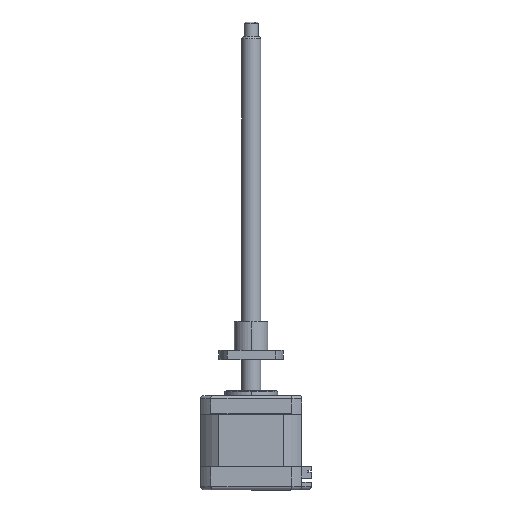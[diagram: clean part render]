
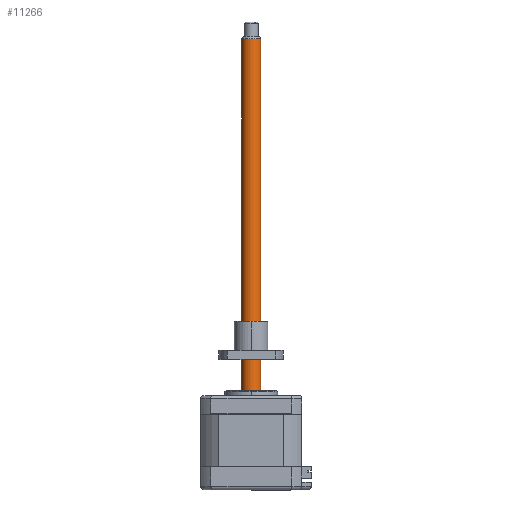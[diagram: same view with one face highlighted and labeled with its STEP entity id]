
A CAD part, top view. The second image highlights one B-rep face of the part: STEP entity #11266.
In plain terms, the highlighted cylindrical face has radius 4 mm (diameter 8 mm), a partial arc.
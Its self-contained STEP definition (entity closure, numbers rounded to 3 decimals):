
#831 = VERTEX_POINT ( 'NONE', #11622 ) ;
#858 = CARTESIAN_POINT ( 'NONE',  ( -0.709, 166.843, 16.638 ) ) ;
#1286 = LINE ( 'NONE', #1841, #3120 ) ;
#1771 = DIRECTION ( 'NONE',  ( 0., -1., 0. ) ) ;
#1821 = VERTEX_POINT ( 'NONE', #10380 ) ;
#1841 = CARTESIAN_POINT ( 'NONE',  ( -8.709, 167.843, 16.638 ) ) ;
#2001 = FACE_OUTER_BOUND ( 'NONE', #3777, .T. ) ;
#2148 = LINE ( 'NONE', #11702, #11436 ) ;
#2494 = EDGE_CURVE ( 'NONE', #831, #1821, #2865, .T. ) ;
#2716 = VERTEX_POINT ( 'NONE', #858 ) ;
#2719 = EDGE_CURVE ( 'NONE', #2716, #831, #2148, .T. ) ;
#2865 = CIRCLE ( 'NONE', #4414, 4. ) ;
#3120 = VECTOR ( 'NONE', #4541, 1000. ) ;
#3325 = CARTESIAN_POINT ( 'NONE',  ( -4.709, 17.843, 16.638 ) ) ;
#3759 = ORIENTED_EDGE ( 'NONE', *, *, #9015, .T. ) ;
#3777 = EDGE_LOOP ( 'NONE', ( #7798, #8454, #3759, #6916 ) ) ;
#4216 = DIRECTION ( 'NONE',  ( -1., 0., 0. ) ) ;
#4414 = AXIS2_PLACEMENT_3D ( 'NONE', #3325, #9593, #4216 ) ;
#4480 = DIRECTION ( 'NONE',  ( 0., -1., 0. ) ) ;
#4541 = DIRECTION ( 'NONE',  ( 0., -1., 0. ) ) ;
#4607 = VERTEX_POINT ( 'NONE', #10513 ) ;
#5310 = CARTESIAN_POINT ( 'NONE',  ( -4.709, 167.843, 16.638 ) ) ;
#6486 = CYLINDRICAL_SURFACE ( 'NONE', #8188, 4. ) ;
#6916 = ORIENTED_EDGE ( 'NONE', *, *, #2494, .F. ) ;
#7159 = CARTESIAN_POINT ( 'NONE',  ( -4.709, 166.843, 16.638 ) ) ;
#7798 = ORIENTED_EDGE ( 'NONE', *, *, #2719, .F. ) ;
#7905 = CIRCLE ( 'NONE', #10230, 4. ) ;
#8048 = DIRECTION ( 'NONE',  ( 1., 0., 0. ) ) ;
#8188 = AXIS2_PLACEMENT_3D ( 'NONE', #5310, #11639, #9800 ) ;
#8454 = ORIENTED_EDGE ( 'NONE', *, *, #8571, .T. ) ;
#8571 = EDGE_CURVE ( 'NONE', #2716, #4607, #7905, .T. ) ;
#9015 = EDGE_CURVE ( 'NONE', #4607, #1821, #1286, .T. ) ;
#9593 = DIRECTION ( 'NONE',  ( 0., -1., 0. ) ) ;
#9800 = DIRECTION ( 'NONE',  ( -1., 0., 0. ) ) ;
#10230 = AXIS2_PLACEMENT_3D ( 'NONE', #7159, #1771, #8048 ) ;
#10380 = CARTESIAN_POINT ( 'NONE',  ( -8.709, 17.843, 16.638 ) ) ;
#10513 = CARTESIAN_POINT ( 'NONE',  ( -8.709, 166.843, 16.638 ) ) ;
#11266 = ADVANCED_FACE ( 'NONE', ( #2001 ), #6486, .T. ) ;
#11436 = VECTOR ( 'NONE', #4480, 1000. ) ;
#11622 = CARTESIAN_POINT ( 'NONE',  ( -0.709, 17.843, 16.638 ) ) ;
#11639 = DIRECTION ( 'NONE',  ( 0., -1., 0. ) ) ;
#11702 = CARTESIAN_POINT ( 'NONE',  ( -0.709, 167.843, 16.638 ) ) ;
